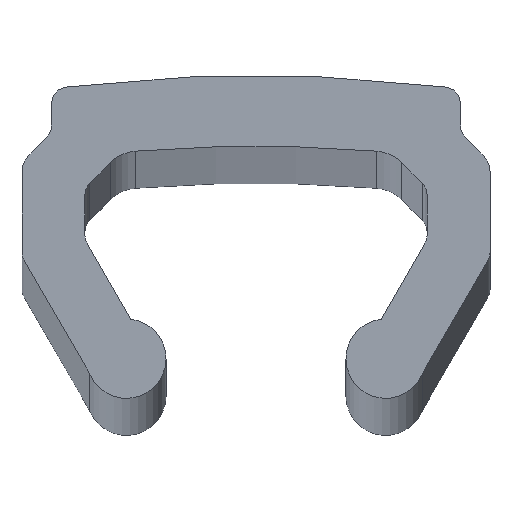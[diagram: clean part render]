
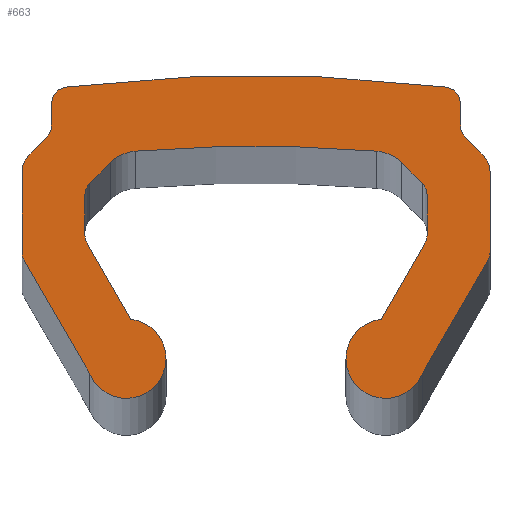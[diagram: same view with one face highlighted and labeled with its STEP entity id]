
A CAD part, top view. The second image highlights one B-rep face of the part: STEP entity #663.
In plain terms, the highlighted planar face has unit normal (0, 0, 1).
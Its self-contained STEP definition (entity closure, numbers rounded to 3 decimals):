
#35=PLANE('',#746);
#38=LINE('',#960,#98);
#42=LINE('',#972,#102);
#46=LINE('',#984,#106);
#50=LINE('',#996,#110);
#54=LINE('',#1008,#114);
#60=LINE('',#1032,#120);
#64=LINE('',#1044,#124);
#68=LINE('',#1056,#128);
#72=LINE('',#1068,#132);
#76=LINE('',#1080,#136);
#80=LINE('',#1092,#140);
#84=LINE('',#1104,#144);
#90=LINE('',#1128,#150);
#94=LINE('',#1140,#154);
#98=VECTOR('',#759,1000.);
#102=VECTOR('',#771,1000.);
#106=VECTOR('',#783,1000.);
#110=VECTOR('',#795,1000.);
#114=VECTOR('',#807,1000.);
#120=VECTOR('',#833,1000.);
#124=VECTOR('',#845,1000.);
#128=VECTOR('',#857,1000.);
#132=VECTOR('',#869,1000.);
#136=VECTOR('',#881,1000.);
#140=VECTOR('',#893,1000.);
#144=VECTOR('',#905,1000.);
#150=VECTOR('',#931,1000.);
#154=VECTOR('',#943,1000.);
#316=ORIENTED_EDGE('',*,*,#348,.T.);
#317=ORIENTED_EDGE('',*,*,#352,.T.);
#318=ORIENTED_EDGE('',*,*,#355,.T.);
#319=ORIENTED_EDGE('',*,*,#358,.T.);
#320=ORIENTED_EDGE('',*,*,#361,.T.);
#321=ORIENTED_EDGE('',*,*,#364,.T.);
#322=ORIENTED_EDGE('',*,*,#367,.F.);
#323=ORIENTED_EDGE('',*,*,#370,.T.);
#324=ORIENTED_EDGE('',*,*,#373,.F.);
#325=ORIENTED_EDGE('',*,*,#376,.T.);
#326=ORIENTED_EDGE('',*,*,#379,.F.);
#327=ORIENTED_EDGE('',*,*,#382,.F.);
#328=ORIENTED_EDGE('',*,*,#385,.F.);
#329=ORIENTED_EDGE('',*,*,#388,.T.);
#330=ORIENTED_EDGE('',*,*,#391,.F.);
#331=ORIENTED_EDGE('',*,*,#394,.T.);
#332=ORIENTED_EDGE('',*,*,#397,.F.);
#333=ORIENTED_EDGE('',*,*,#400,.T.);
#334=ORIENTED_EDGE('',*,*,#403,.T.);
#335=ORIENTED_EDGE('',*,*,#406,.T.);
#336=ORIENTED_EDGE('',*,*,#409,.T.);
#337=ORIENTED_EDGE('',*,*,#412,.T.);
#338=ORIENTED_EDGE('',*,*,#415,.T.);
#339=ORIENTED_EDGE('',*,*,#418,.T.);
#340=ORIENTED_EDGE('',*,*,#421,.F.);
#341=ORIENTED_EDGE('',*,*,#424,.T.);
#342=ORIENTED_EDGE('',*,*,#427,.T.);
#343=ORIENTED_EDGE('',*,*,#430,.T.);
#344=ORIENTED_EDGE('',*,*,#433,.T.);
#345=ORIENTED_EDGE('',*,*,#436,.T.);
#346=ORIENTED_EDGE('',*,*,#439,.F.);
#347=ORIENTED_EDGE('',*,*,#442,.T.);
#348=EDGE_CURVE('',#444,#445,#508,.T.);
#352=EDGE_CURVE('',#445,#448,#38,.T.);
#355=EDGE_CURVE('',#448,#450,#510,.T.);
#358=EDGE_CURVE('',#450,#452,#42,.T.);
#361=EDGE_CURVE('',#452,#454,#512,.T.);
#364=EDGE_CURVE('',#454,#456,#46,.T.);
#367=EDGE_CURVE('',#458,#456,#514,.T.);
#370=EDGE_CURVE('',#458,#460,#50,.T.);
#373=EDGE_CURVE('',#462,#460,#516,.T.);
#376=EDGE_CURVE('',#462,#464,#54,.T.);
#379=EDGE_CURVE('',#466,#464,#518,.T.);
#382=EDGE_CURVE('',#468,#466,#520,.T.);
#385=EDGE_CURVE('',#470,#468,#522,.T.);
#388=EDGE_CURVE('',#470,#472,#60,.T.);
#391=EDGE_CURVE('',#474,#472,#524,.T.);
#394=EDGE_CURVE('',#474,#476,#64,.T.);
#397=EDGE_CURVE('',#478,#476,#526,.T.);
#400=EDGE_CURVE('',#478,#480,#68,.T.);
#403=EDGE_CURVE('',#480,#482,#528,.T.);
#406=EDGE_CURVE('',#482,#484,#72,.T.);
#409=EDGE_CURVE('',#484,#486,#530,.T.);
#412=EDGE_CURVE('',#486,#488,#76,.T.);
#415=EDGE_CURVE('',#488,#490,#532,.T.);
#418=EDGE_CURVE('',#490,#492,#80,.T.);
#421=EDGE_CURVE('',#494,#492,#534,.T.);
#424=EDGE_CURVE('',#494,#496,#84,.T.);
#427=EDGE_CURVE('',#496,#498,#536,.T.);
#430=EDGE_CURVE('',#498,#500,#538,.T.);
#433=EDGE_CURVE('',#500,#502,#540,.T.);
#436=EDGE_CURVE('',#502,#504,#90,.T.);
#439=EDGE_CURVE('',#506,#504,#542,.T.);
#442=EDGE_CURVE('',#506,#444,#94,.T.);
#444=VERTEX_POINT('',#952);
#445=VERTEX_POINT('',#953);
#448=VERTEX_POINT('',#961);
#450=VERTEX_POINT('',#967);
#452=VERTEX_POINT('',#973);
#454=VERTEX_POINT('',#979);
#456=VERTEX_POINT('',#985);
#458=VERTEX_POINT('',#991);
#460=VERTEX_POINT('',#997);
#462=VERTEX_POINT('',#1003);
#464=VERTEX_POINT('',#1009);
#466=VERTEX_POINT('',#1015);
#468=VERTEX_POINT('',#1021);
#470=VERTEX_POINT('',#1027);
#472=VERTEX_POINT('',#1033);
#474=VERTEX_POINT('',#1039);
#476=VERTEX_POINT('',#1045);
#478=VERTEX_POINT('',#1051);
#480=VERTEX_POINT('',#1057);
#482=VERTEX_POINT('',#1063);
#484=VERTEX_POINT('',#1069);
#486=VERTEX_POINT('',#1075);
#488=VERTEX_POINT('',#1081);
#490=VERTEX_POINT('',#1087);
#492=VERTEX_POINT('',#1093);
#494=VERTEX_POINT('',#1099);
#496=VERTEX_POINT('',#1105);
#498=VERTEX_POINT('',#1111);
#500=VERTEX_POINT('',#1117);
#502=VERTEX_POINT('',#1123);
#504=VERTEX_POINT('',#1129);
#506=VERTEX_POINT('',#1135);
#508=CIRCLE('',#678,0.3);
#510=CIRCLE('',#682,0.2);
#512=CIRCLE('',#686,0.504);
#514=CIRCLE('',#690,0.2);
#516=CIRCLE('',#694,0.2);
#518=CIRCLE('',#698,0.5);
#520=CIRCLE('',#701,19.1);
#522=CIRCLE('',#704,0.5);
#524=CIRCLE('',#708,0.2);
#526=CIRCLE('',#712,0.2);
#528=CIRCLE('',#716,0.504);
#530=CIRCLE('',#720,0.2);
#532=CIRCLE('',#724,0.3);
#534=CIRCLE('',#728,0.2);
#536=CIRCLE('',#732,0.2);
#538=CIRCLE('',#735,20.);
#540=CIRCLE('',#738,0.2);
#542=CIRCLE('',#742,0.2);
#577=EDGE_LOOP('',(#316,#317,#318,#319,#320,#321,#322,#323,#324,#325,#326,
#327,#328,#329,#330,#331,#332,#333,#334,#335,#336,#337,#338,#339,#340,#341,
#342,#343,#344,#345,#346,#347));
#611=FACE_BOUND('',#577,.T.);
#663=ADVANCED_FACE('',(#611),#35,.T.);
#678=AXIS2_PLACEMENT_3D('',#951,#751,#752);
#682=AXIS2_PLACEMENT_3D('',#966,#764,#765);
#686=AXIS2_PLACEMENT_3D('',#978,#776,#777);
#690=AXIS2_PLACEMENT_3D('',#990,#788,#789);
#694=AXIS2_PLACEMENT_3D('',#1002,#800,#801);
#698=AXIS2_PLACEMENT_3D('',#1014,#812,#813);
#701=AXIS2_PLACEMENT_3D('',#1020,#819,#820);
#704=AXIS2_PLACEMENT_3D('',#1026,#826,#827);
#708=AXIS2_PLACEMENT_3D('',#1038,#838,#839);
#712=AXIS2_PLACEMENT_3D('',#1050,#850,#851);
#716=AXIS2_PLACEMENT_3D('',#1062,#862,#863);
#720=AXIS2_PLACEMENT_3D('',#1074,#874,#875);
#724=AXIS2_PLACEMENT_3D('',#1086,#886,#887);
#728=AXIS2_PLACEMENT_3D('',#1098,#898,#899);
#732=AXIS2_PLACEMENT_3D('',#1110,#910,#911);
#735=AXIS2_PLACEMENT_3D('',#1116,#917,#918);
#738=AXIS2_PLACEMENT_3D('',#1122,#924,#925);
#742=AXIS2_PLACEMENT_3D('',#1134,#936,#937);
#746=AXIS2_PLACEMENT_3D('',#1143,#947,#948);
#751=DIRECTION('',(0.,0.,1.));
#752=DIRECTION('',(1.,0.,0.));
#759=DIRECTION('',(0.,-1.,0.));
#764=DIRECTION('',(0.,0.,1.));
#765=DIRECTION('',(1.,0.,0.));
#771=DIRECTION('',(0.5,-0.866,0.));
#776=DIRECTION('',(0.,0.,1.));
#777=DIRECTION('',(1.,0.,0.));
#783=DIRECTION('',(-0.5,0.866,0.));
#788=DIRECTION('',(0.,0.,1.));
#789=DIRECTION('',(1.,0.,0.));
#795=DIRECTION('',(0.,1.,0.));
#800=DIRECTION('',(0.,0.,1.));
#801=DIRECTION('',(1.,0.,0.));
#807=DIRECTION('',(0.707,0.707,0.));
#812=DIRECTION('',(0.,0.,1.));
#813=DIRECTION('',(1.,0.,0.));
#819=DIRECTION('',(0.,0.,1.));
#820=DIRECTION('',(1.,0.,0.));
#826=DIRECTION('',(0.,0.,1.));
#827=DIRECTION('',(1.,0.,0.));
#833=DIRECTION('',(0.707,-0.707,0.));
#838=DIRECTION('',(0.,0.,1.));
#839=DIRECTION('',(1.,0.,0.));
#845=DIRECTION('',(0.,-1.,0.));
#850=DIRECTION('',(0.,0.,1.));
#851=DIRECTION('',(1.,0.,0.));
#857=DIRECTION('',(-0.5,-0.866,0.));
#862=DIRECTION('',(0.,0.,1.));
#863=DIRECTION('',(1.,0.,0.));
#869=DIRECTION('',(0.5,0.866,0.));
#874=DIRECTION('',(0.,0.,1.));
#875=DIRECTION('',(1.,0.,0.));
#881=DIRECTION('',(0.,1.,0.));
#886=DIRECTION('',(0.,0.,1.));
#887=DIRECTION('',(1.,0.,0.));
#893=DIRECTION('',(-0.707,0.707,0.));
#898=DIRECTION('',(0.,0.,1.));
#899=DIRECTION('',(1.,0.,0.));
#905=DIRECTION('',(0.,1.,0.));
#910=DIRECTION('',(0.,0.,1.));
#911=DIRECTION('',(1.,0.,0.));
#917=DIRECTION('',(0.,0.,1.));
#918=DIRECTION('',(1.,0.,0.));
#924=DIRECTION('',(0.,0.,1.));
#925=DIRECTION('',(1.,0.,0.));
#931=DIRECTION('',(0.,-1.,0.));
#936=DIRECTION('',(0.,0.,1.));
#937=DIRECTION('',(1.,0.,0.));
#943=DIRECTION('',(-0.707,-0.707,0.));
#947=DIRECTION('',(0.,0.,1.));
#948=DIRECTION('',(1.,0.,0.));
#951=CARTESIAN_POINT('',(-2.675,2.376,0.));
#952=CARTESIAN_POINT('',(-2.887,2.588,0.));
#953=CARTESIAN_POINT('',(-2.975,2.376,0.));
#960=CARTESIAN_POINT('',(-2.975,2.376,0.));
#961=CARTESIAN_POINT('',(-2.975,1.354,0.));
#966=CARTESIAN_POINT('',(-2.775,1.354,0.));
#967=CARTESIAN_POINT('',(-2.948,1.254,0.));
#972=CARTESIAN_POINT('',(-2.948,1.254,0.));
#973=CARTESIAN_POINT('',(-2.111,-0.196,0.));
#978=CARTESIAN_POINT('',(-1.647,0.,0.));
#979=CARTESIAN_POINT('',(-1.59,0.501,0.));
#984=CARTESIAN_POINT('',(-1.59,0.501,0.));
#985=CARTESIAN_POINT('',(-2.148,1.468,0.));
#990=CARTESIAN_POINT('',(-1.975,1.568,0.));
#991=CARTESIAN_POINT('',(-2.175,1.568,0.));
#996=CARTESIAN_POINT('',(-2.175,1.568,0.));
#997=CARTESIAN_POINT('',(-2.175,2.085,0.));
#1002=CARTESIAN_POINT('',(-1.975,2.085,0.));
#1003=CARTESIAN_POINT('',(-2.116,2.227,0.));
#1008=CARTESIAN_POINT('',(-2.116,2.227,0.));
#1009=CARTESIAN_POINT('',(-1.85,2.493,0.));
#1014=CARTESIAN_POINT('',(-1.496,2.14,0.));
#1015=CARTESIAN_POINT('',(-1.536,2.638,0.));
#1020=CARTESIAN_POINT('',(0.,-16.4,0.));
#1021=CARTESIAN_POINT('',(1.536,2.638,0.));
#1026=CARTESIAN_POINT('',(1.496,2.14,0.));
#1027=CARTESIAN_POINT('',(1.85,2.493,0.));
#1032=CARTESIAN_POINT('',(1.85,2.493,0.));
#1033=CARTESIAN_POINT('',(2.116,2.227,0.));
#1038=CARTESIAN_POINT('',(1.975,2.085,0.));
#1039=CARTESIAN_POINT('',(2.175,2.085,0.));
#1044=CARTESIAN_POINT('',(2.175,2.085,0.));
#1045=CARTESIAN_POINT('',(2.175,1.568,0.));
#1050=CARTESIAN_POINT('',(1.975,1.568,0.));
#1051=CARTESIAN_POINT('',(2.148,1.468,0.));
#1056=CARTESIAN_POINT('',(2.148,1.468,0.));
#1057=CARTESIAN_POINT('',(1.59,0.501,0.));
#1062=CARTESIAN_POINT('',(1.647,0.,0.));
#1063=CARTESIAN_POINT('',(2.111,-0.196,0.));
#1068=CARTESIAN_POINT('',(2.111,-0.196,0.));
#1069=CARTESIAN_POINT('',(2.948,1.254,0.));
#1074=CARTESIAN_POINT('',(2.775,1.354,0.));
#1075=CARTESIAN_POINT('',(2.975,1.354,0.));
#1080=CARTESIAN_POINT('',(2.975,1.354,0.));
#1081=CARTESIAN_POINT('',(2.975,2.376,0.));
#1086=CARTESIAN_POINT('',(2.675,2.376,0.));
#1087=CARTESIAN_POINT('',(2.887,2.588,0.));
#1092=CARTESIAN_POINT('',(2.887,2.588,0.));
#1093=CARTESIAN_POINT('',(2.659,2.816,0.));
#1098=CARTESIAN_POINT('',(2.8,2.958,0.));
#1099=CARTESIAN_POINT('',(2.6,2.958,0.));
#1104=CARTESIAN_POINT('',(2.6,2.958,0.));
#1105=CARTESIAN_POINT('',(2.6,3.254,0.));
#1110=CARTESIAN_POINT('',(2.4,3.254,0.));
#1111=CARTESIAN_POINT('',(2.424,3.453,0.));
#1116=CARTESIAN_POINT('',(0.,-16.4,0.));
#1117=CARTESIAN_POINT('',(-2.424,3.453,0.));
#1122=CARTESIAN_POINT('',(-2.4,3.254,0.));
#1123=CARTESIAN_POINT('',(-2.6,3.254,0.));
#1128=CARTESIAN_POINT('',(-2.6,3.254,0.));
#1129=CARTESIAN_POINT('',(-2.6,2.958,0.));
#1134=CARTESIAN_POINT('',(-2.8,2.958,0.));
#1135=CARTESIAN_POINT('',(-2.659,2.816,0.));
#1140=CARTESIAN_POINT('',(-2.659,2.816,0.));
#1143=CARTESIAN_POINT('',(-2.675,2.376,0.));
